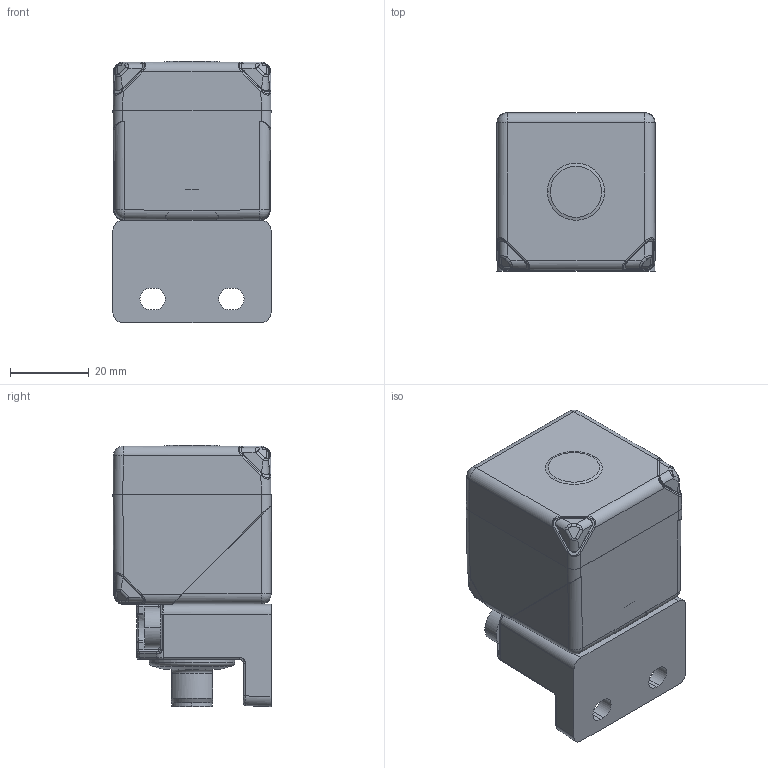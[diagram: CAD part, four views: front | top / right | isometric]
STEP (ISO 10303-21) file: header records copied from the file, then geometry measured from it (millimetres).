
FILE_DESCRIPTION((''),'2;1');
FILE_NAME('DM_CAD-5916_SW0001','2018-09-05T',('creinig-se'),(''),'PRO/ENGINEER BY PARAMETRIC TECHNOLOGY CORPORATION, 2015440','PRO/ENGINEER BY PARAMETRIC TECHNOLOGY CORPORATION, 2015440','');
FILE_SCHEMA(('CONFIG_CONTROL_DESIGN'));
Length unit declared in the file: millimetre
Products named in the file (1): DM_CAD-5916_SW0001
Bounding box: 40.15 x 40.15 x 66.36 mm (x, y, z)
Volume: 84534.4 mm3; surface area: 16414.5 mm2
Topology: 1 solids, 1 shells, 578 faces, 1593 edges, 1064 vertices
Faces by surface type: cylinder 242, plane 199, bspline 51, cone 36, torus 34, sphere 16
Entity records: 26422 total; most frequent: CARTESIAN_POINT 8185, ORIENTED_EDGE 3056, DIRECTION 2750, EDGE_CURVE 1528, AXIS2_PLACEMENT_3D 1019, VERTEX_POINT 962, VECTOR 712, LINE 712
